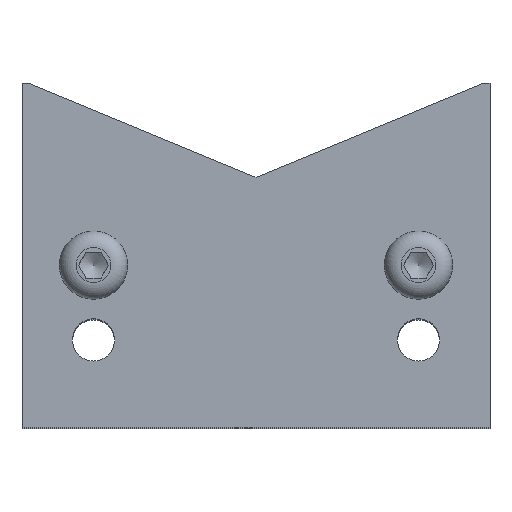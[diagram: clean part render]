
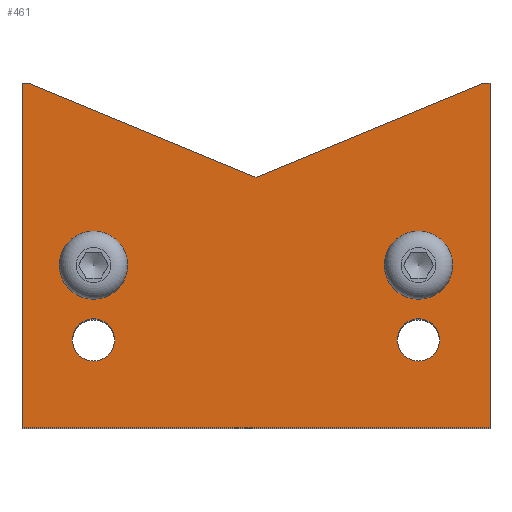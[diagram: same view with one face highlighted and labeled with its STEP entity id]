
A CAD part, top view. The second image highlights one B-rep face of the part: STEP entity #461.
In plain terms, the highlighted face is planar.
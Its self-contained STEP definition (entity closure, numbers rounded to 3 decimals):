
#53=LINE('',#724,#86);
#57=LINE('',#732,#90);
#60=LINE('',#738,#93);
#61=LINE('',#740,#94);
#62=LINE('',#742,#95);
#63=LINE('',#744,#96);
#64=LINE('',#745,#97);
#86=VECTOR('',#592,10.);
#90=VECTOR('',#598,10.);
#93=VECTOR('',#603,10.);
#94=VECTOR('',#604,10.);
#95=VECTOR('',#605,10.);
#96=VECTOR('',#606,10.);
#97=VECTOR('',#607,10.);
#121=PLANE('',#526);
#141=FACE_BOUND('',#195,.T.);
#142=FACE_BOUND('',#196,.T.);
#143=FACE_BOUND('',#197,.T.);
#144=FACE_BOUND('',#198,.T.);
#162=FACE_OUTER_BOUND('',#194,.T.);
#194=EDGE_LOOP('',(#357,#358,#359,#360,#361,#362,#363));
#195=EDGE_LOOP('',(#364));
#196=EDGE_LOOP('',(#365));
#197=EDGE_LOOP('',(#366));
#198=EDGE_LOOP('',(#367));
#231=CIRCLE('',#513,3.25);
#233=CIRCLE('',#516,3.25);
#235=CIRCLE('',#519,3.25);
#237=CIRCLE('',#522,3.25);
#246=VERTEX_POINT('',#702);
#248=VERTEX_POINT('',#707);
#250=VERTEX_POINT('',#712);
#252=VERTEX_POINT('',#717);
#254=VERTEX_POINT('',#722);
#255=VERTEX_POINT('',#723);
#258=VERTEX_POINT('',#731);
#260=VERTEX_POINT('',#737);
#261=VERTEX_POINT('',#739);
#262=VERTEX_POINT('',#741);
#263=VERTEX_POINT('',#743);
#287=EDGE_CURVE('',#246,#246,#231,.T.);
#289=EDGE_CURVE('',#248,#248,#233,.T.);
#291=EDGE_CURVE('',#250,#250,#235,.T.);
#293=EDGE_CURVE('',#252,#252,#237,.T.);
#295=EDGE_CURVE('',#254,#255,#53,.T.);
#299=EDGE_CURVE('',#255,#258,#57,.T.);
#302=EDGE_CURVE('',#260,#258,#60,.T.);
#303=EDGE_CURVE('',#261,#260,#61,.T.);
#304=EDGE_CURVE('',#262,#261,#62,.T.);
#305=EDGE_CURVE('',#263,#262,#63,.T.);
#306=EDGE_CURVE('',#254,#263,#64,.T.);
#357=ORIENTED_EDGE('',*,*,#295,.T.);
#358=ORIENTED_EDGE('',*,*,#299,.T.);
#359=ORIENTED_EDGE('',*,*,#302,.F.);
#360=ORIENTED_EDGE('',*,*,#303,.F.);
#361=ORIENTED_EDGE('',*,*,#304,.F.);
#362=ORIENTED_EDGE('',*,*,#305,.F.);
#363=ORIENTED_EDGE('',*,*,#306,.F.);
#364=ORIENTED_EDGE('',*,*,#287,.T.);
#365=ORIENTED_EDGE('',*,*,#289,.T.);
#366=ORIENTED_EDGE('',*,*,#291,.T.);
#367=ORIENTED_EDGE('',*,*,#293,.T.);
#461=ADVANCED_FACE('',(#162,#141,#142,#143,#144),#121,.F.);
#513=AXIS2_PLACEMENT_3D('',#703,#568,#569);
#516=AXIS2_PLACEMENT_3D('',#708,#574,#575);
#519=AXIS2_PLACEMENT_3D('',#713,#580,#581);
#522=AXIS2_PLACEMENT_3D('',#718,#586,#587);
#526=AXIS2_PLACEMENT_3D('',#736,#601,#602);
#568=DIRECTION('center_axis',(0.,0.,1.));
#569=DIRECTION('ref_axis',(1.,0.,0.));
#574=DIRECTION('center_axis',(0.,0.,1.));
#575=DIRECTION('ref_axis',(1.,0.,0.));
#580=DIRECTION('center_axis',(0.,0.,1.));
#581=DIRECTION('ref_axis',(1.,0.,0.));
#586=DIRECTION('center_axis',(0.,0.,1.));
#587=DIRECTION('ref_axis',(1.,0.,0.));
#592=DIRECTION('',(0.924,-0.383,0.));
#598=DIRECTION('',(0.924,0.383,0.));
#601=DIRECTION('center_axis',(0.,0.,1.));
#602=DIRECTION('ref_axis',(1.,0.,0.));
#603=DIRECTION('',(-1.,0.,0.));
#604=DIRECTION('',(0.,1.,0.));
#605=DIRECTION('',(1.,0.,0.));
#606=DIRECTION('',(0.,-1.,0.));
#607=DIRECTION('',(-1.,0.,0.));
#702=CARTESIAN_POINT('',(21.75,-13.,0.));
#703=CARTESIAN_POINT('Origin',(25.,-13.,0.));
#707=CARTESIAN_POINT('',(-28.25,-1.5,0.));
#708=CARTESIAN_POINT('Origin',(-25.,-1.5,0.));
#712=CARTESIAN_POINT('',(-28.25,-13.,0.));
#713=CARTESIAN_POINT('Origin',(-25.,-13.,0.));
#717=CARTESIAN_POINT('',(21.75,-1.5,0.));
#718=CARTESIAN_POINT('Origin',(25.,-1.5,0.));
#722=CARTESIAN_POINT('',(-35.,26.5,0.));
#723=CARTESIAN_POINT('',(0.,12.003,0.));
#724=CARTESIAN_POINT('',(2.122,11.124,0.));
#731=CARTESIAN_POINT('',(35.,26.5,0.));
#732=CARTESIAN_POINT('',(15.378,18.372,0.));
#736=CARTESIAN_POINT('Origin',(0.,0.,
0.));
#737=CARTESIAN_POINT('',(36.,26.5,0.));
#738=CARTESIAN_POINT('',(36.,26.5,0.));
#739=CARTESIAN_POINT('',(36.,-26.5,0.));
#740=CARTESIAN_POINT('',(36.,-26.5,0.));
#741=CARTESIAN_POINT('',(-36.,-26.5,0.));
#742=CARTESIAN_POINT('',(-36.,-26.5,0.));
#743=CARTESIAN_POINT('',(-36.,26.5,0.));
#744=CARTESIAN_POINT('',(-36.,26.5,0.));
#745=CARTESIAN_POINT('',(36.,26.5,0.));
